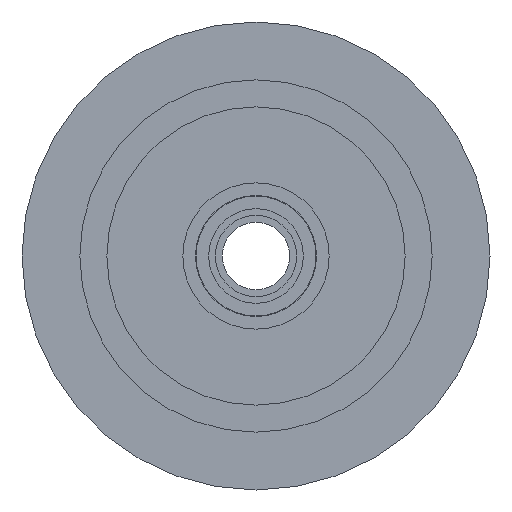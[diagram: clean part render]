
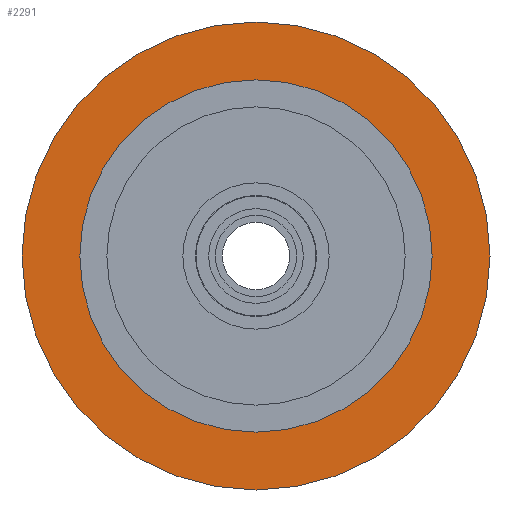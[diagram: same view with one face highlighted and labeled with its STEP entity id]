
A CAD part, front view. The second image highlights one B-rep face of the part: STEP entity #2291.
In plain terms, the highlighted planar face has unit normal (0, -1, 0).
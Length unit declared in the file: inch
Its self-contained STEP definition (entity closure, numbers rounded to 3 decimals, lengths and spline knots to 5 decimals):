
#155 = PLANE ( 'NONE',  #2105 ) ;
#157 = CARTESIAN_POINT ( 'NONE',  ( 0., -0.1, 0. ) ) ;
#158 = DIRECTION ( 'NONE',  ( 0., -1., 0. ) ) ;
#159 = DIRECTION ( 'NONE',  ( -1., 0., 0. ) ) ;
#450 = FACE_OUTER_BOUND ( 'NONE', #1904, .T. ) ;
#504 = FACE_BOUND ( 'NONE', #1830, .T. ) ;
#615 = EDGE_CURVE ( 'NONE', #2498, #2380, #1878, .T. ) ;
#619 = EDGE_CURVE ( 'NONE', #2450, #2395, #1851, .T. ) ;
#631 = EDGE_CURVE ( 'NONE', #2395, #2450, #1885, .T. ) ;
#632 = EDGE_CURVE ( 'NONE', #2380, #2498, #1772, .T. ) ;
#764 = CARTESIAN_POINT ( 'NONE',  ( -1.0825, -0.1, 0. ) ) ;
#773 = CARTESIAN_POINT ( 'NONE',  ( 0.815, -0.1, 0. ) ) ;
#779 = CARTESIAN_POINT ( 'NONE',  ( -0.815, -0.1, 0. ) ) ;
#803 = CARTESIAN_POINT ( 'NONE',  ( 1.0825, -0.1, 0. ) ) ;
#851 = CARTESIAN_POINT ( 'NONE',  ( 0., -0.1, 0. ) ) ;
#852 = DIRECTION ( 'NONE',  ( 0., 1., 0. ) ) ;
#853 = DIRECTION ( 'NONE',  ( 1., 0., 0. ) ) ;
#854 = CARTESIAN_POINT ( 'NONE',  ( 0., -0.1, 0. ) ) ;
#855 = DIRECTION ( 'NONE',  ( 0., 1., 0. ) ) ;
#856 = DIRECTION ( 'NONE',  ( 1., 0., 0. ) ) ;
#915 = CARTESIAN_POINT ( 'NONE',  ( 0., -0.1, 0. ) ) ;
#916 = DIRECTION ( 'NONE',  ( 0., 1., 0. ) ) ;
#917 = DIRECTION ( 'NONE',  ( 1., 0., 0. ) ) ;
#923 = CARTESIAN_POINT ( 'NONE',  ( 0., -0.1, 0. ) ) ;
#924 = DIRECTION ( 'NONE',  ( 0., 1., 0. ) ) ;
#925 = DIRECTION ( 'NONE',  ( 1., 0., 0. ) ) ;
#1232 = ORIENTED_EDGE ( 'NONE', *, *, #632, .F. ) ;
#1293 = ORIENTED_EDGE ( 'NONE', *, *, #631, .T. ) ;
#1299 = ORIENTED_EDGE ( 'NONE', *, *, #619, .T. ) ;
#1389 = ORIENTED_EDGE ( 'NONE', *, *, #615, .F. ) ;
#1772 = CIRCLE ( 'NONE', #2179, 1.0825 ) ;
#1830 = EDGE_LOOP ( 'NONE', ( #1293, #1299 ) ) ;
#1851 = CIRCLE ( 'NONE', #2170, 0.815 ) ;
#1878 = CIRCLE ( 'NONE', #2168, 1.0825 ) ;
#1885 = CIRCLE ( 'NONE', #2178, 0.815 ) ;
#1904 = EDGE_LOOP ( 'NONE', ( #1389, #1232 ) ) ;
#2105 = AXIS2_PLACEMENT_3D ( 'NONE', #157, #158, #159 ) ;
#2168 = AXIS2_PLACEMENT_3D ( 'NONE', #915, #916, #917 ) ;
#2170 = AXIS2_PLACEMENT_3D ( 'NONE', #923, #924, #925 ) ;
#2178 = AXIS2_PLACEMENT_3D ( 'NONE', #851, #852, #853 ) ;
#2179 = AXIS2_PLACEMENT_3D ( 'NONE', #854, #855, #856 ) ;
#2291 = ADVANCED_FACE ( 'NONE', ( #504, #450 ), #155, .T. ) ;
#2380 = VERTEX_POINT ( 'NONE', #764 ) ;
#2395 = VERTEX_POINT ( 'NONE', #773 ) ;
#2450 = VERTEX_POINT ( 'NONE', #779 ) ;
#2498 = VERTEX_POINT ( 'NONE', #803 ) ;
